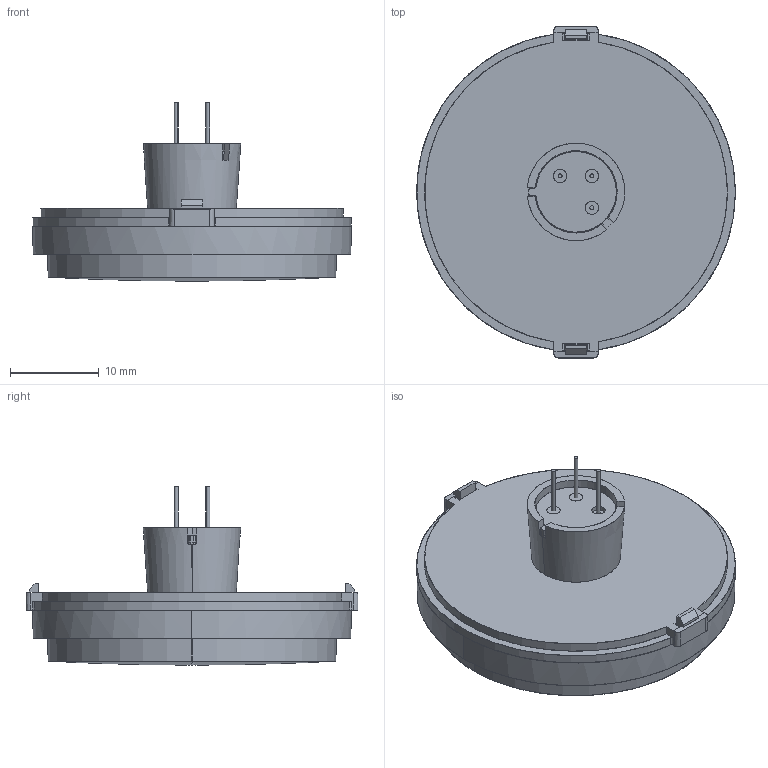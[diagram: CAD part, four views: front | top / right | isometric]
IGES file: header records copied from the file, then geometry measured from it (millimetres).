
Start section: SolidWorks IGES file using analytic representation for surfaces
Global section: file name: Flat Wide lens type(draft).IGS; native system: SolidWorks 2022; preprocessor: SolidWorks 2022; author: 9050563; date: 240923.191910; units: millimetre
Bounding box: 36 x 37.5 x 20.12 mm (x, y, z)
Surface area: 6102.3 mm2 (no closed solid volume)
Topology: 0 solids, 0 shells, 210 faces, 2261 edges, 2256 vertices
Faces by surface type: bspline 133, revolution 77
